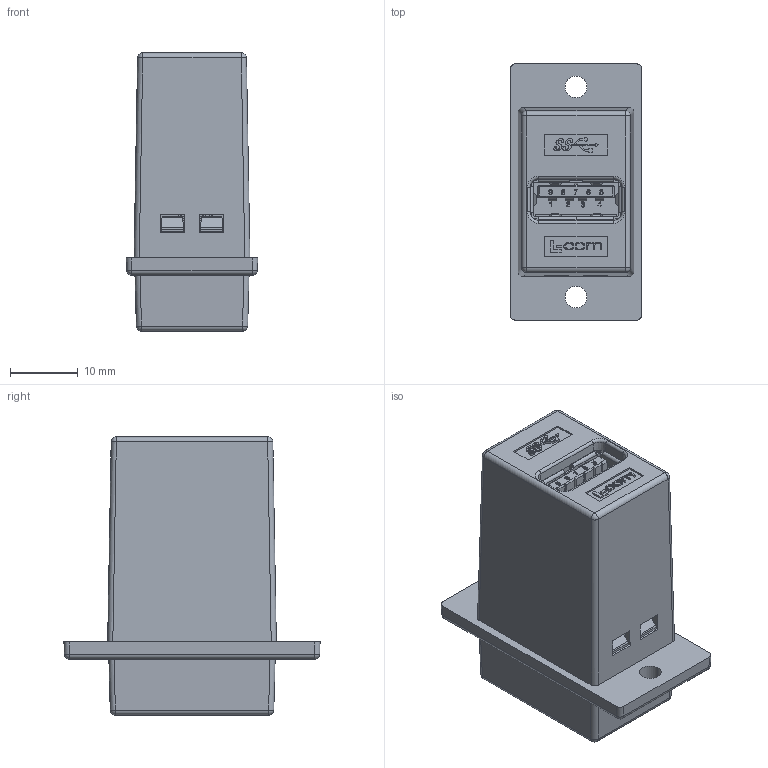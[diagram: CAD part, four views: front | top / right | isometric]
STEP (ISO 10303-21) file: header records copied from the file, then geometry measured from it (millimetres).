
FILE_DESCRIPTION (( 'STEP AP203' ), '1' );
FILE_NAME ('ECF504-3BA.STEP', '2021-04-27T03:05:01', ( '' ), ( '' ), 'SwSTEP 2.0', 'SolidWorks 2020', '' );
FILE_SCHEMA (( 'CONFIG_CONTROL_DESIGN' ));
Products named in the file (1): ECF504-3BA
Bounding box: 19.4 x 37.8 x 41.06 mm (x, y, z)
Volume: 10233.7 mm3; surface area: 14731.7 mm2
Topology: 15 solids, 15 shells, 2930 faces, 7885 edges, 5154 vertices
Faces by surface type: plane 1762, cylinder 588, bspline 498, torus 46, cone 20, sphere 16
Entity records: 117480 total; most frequent: CARTESIAN_POINT 46802, ORIENTED_EDGE 15754, DIRECTION 12635, EDGE_CURVE 7877, LINE 5583, VECTOR 5583, VERTEX_POINT 5154, AXIS2_PLACEMENT_3D 3526
